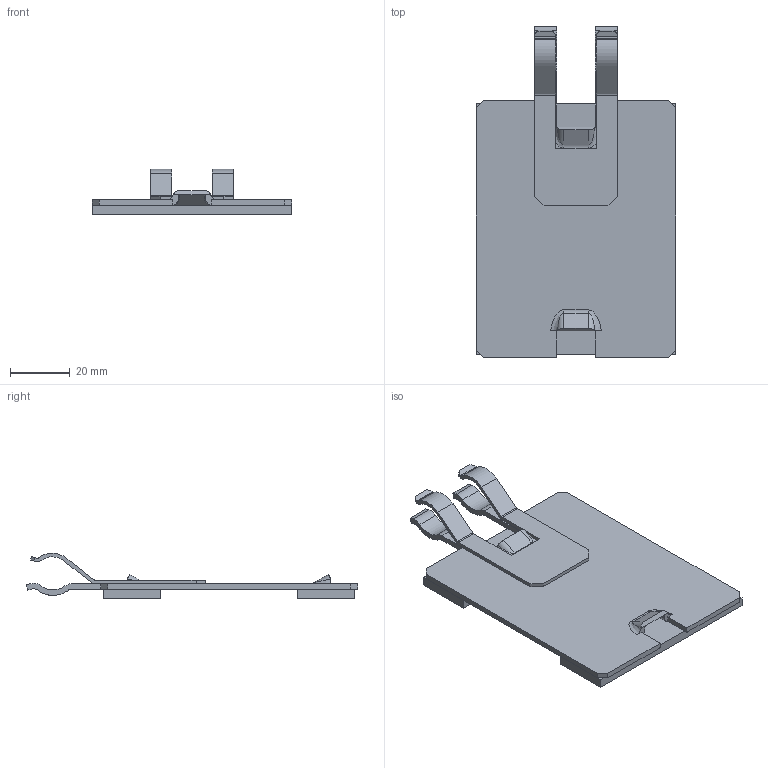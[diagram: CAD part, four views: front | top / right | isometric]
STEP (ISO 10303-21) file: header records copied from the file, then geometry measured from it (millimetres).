
FILE_DESCRIPTION (( 'STEP AP203' ), '1' );
FILE_NAME ('1485CSM.step', '2020-11-19T14:33:20', ( 'ADC123' ), ( 'Microsoft' ), 'SwSTEP 2.0', 'SolidWorks 2019', '' );
FILE_SCHEMA (( 'CONFIG_CONTROL_DESIGN' ));
Length unit declared in the file: inch
Products named in the file (1): 1485CSM
Bounding box: 66.67 x 110.44 x 15.21 mm (x, y, z)
Volume: 20164.3 mm3; surface area: 21298.7 mm2
Topology: 4 solids, 4 shells, 127 faces, 343 edges, 224 vertices
Faces by surface type: plane 79, cylinder 38, bspline 10
Entity records: 4581 total; most frequent: CARTESIAN_POINT 1364, ORIENTED_EDGE 686, DIRECTION 613, EDGE_CURVE 343, VECTOR 237, LINE 237, VERTEX_POINT 224, AXIS2_PLACEMENT_3D 188
